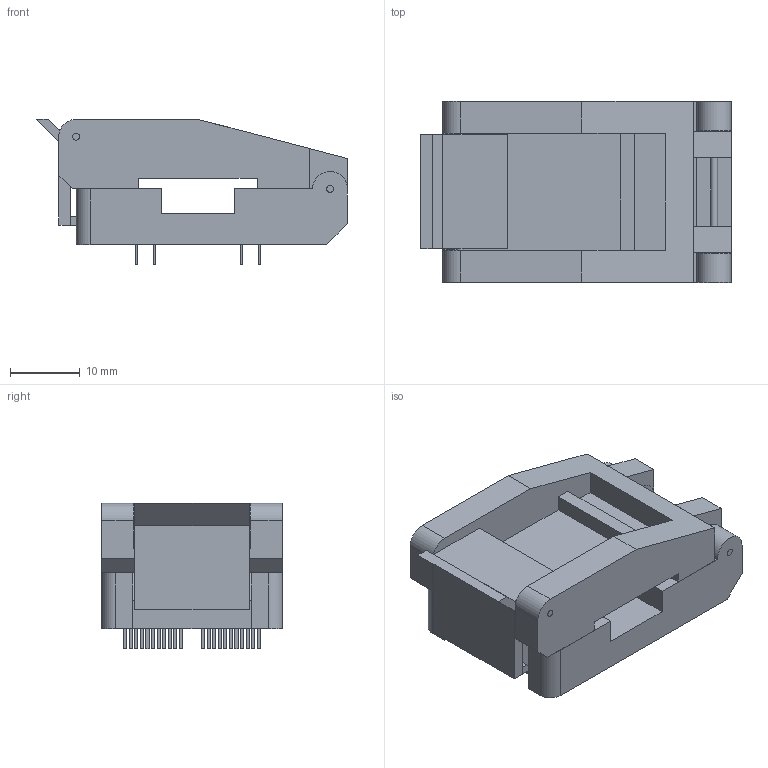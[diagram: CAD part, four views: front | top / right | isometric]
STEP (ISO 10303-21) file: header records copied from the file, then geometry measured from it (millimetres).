
FILE_DESCRIPTION((''),'2;1');
FILE_NAME('YAMAICHI_IC51-0442-1709.stp','2013-07-22T17:16:45',(''),(''),'Mechanical Desktop 2011','Mechanical Desktop 2011',', , ');
FILE_SCHEMA(('AUTOMOTIVE_DESIGN { 1 2 10303 214 1 1 1 1 }'));
Length unit declared in the file: millimetre
Products named in the file (1): Product
Bounding box: 44.7 x 26 x 20.9 mm (x, y, z)
Volume: 12125.6 mm3; surface area: 8739.3 mm2
Topology: 57 solids, 57 shells, 387 faces, 819 edges, 544 vertices
Faces by surface type: plane 357, cylinder 22, bspline 8
Entity records: 10205 total; most frequent: CARTESIAN_POINT 1775, ORIENTED_EDGE 1638, DIRECTION 1623, EDGE_CURVE 819, VECTOR 775, LINE 775, VERTEX_POINT 544, AXIS2_PLACEMENT_3D 424
